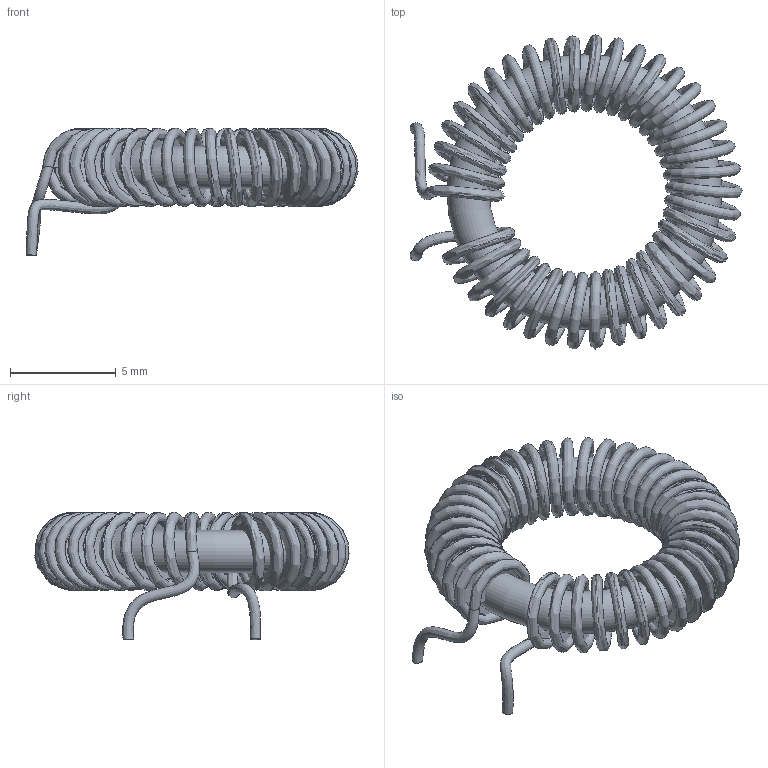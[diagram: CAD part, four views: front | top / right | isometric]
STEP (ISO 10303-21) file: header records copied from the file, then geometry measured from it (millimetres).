
FILE_DESCRIPTION(/* description */ (''),/* implementation_level */ '2;1');
FILE_NAME(/* name */ 'bobina.stp',/* time_stamp */ '2021-10-04T07:45:47-03:00',/* author */ ('Mayco'),/* organization */ (''),/* preprocessor_version */ 'ST-DEVELOPER v18.1',/* originating_system */ 'Autodesk Inventor 2021',/* authorisation */ '');
FILE_SCHEMA (('AUTOMOTIVE_DESIGN { 1 0 10303 214 3 1 1 }'));
Length unit declared in the file: millimetre
Products named in the file (1): bobina
Bounding box: 15.68 x 14.83 x 6.04 mm (x, y, z)
Volume: 186.3 mm3; surface area: 1213.6 mm2
Topology: 2 solids, 3 shells, 7 faces, 18 edges, 14 vertices
Faces by surface type: bspline 4, plane 2, torus 1
Entity records: 6869 total; most frequent: CARTESIAN_POINT 6649, ORIENTED_EDGE 32, DIRECTION 32, EDGE_CURVE 18, AXIS2_PLACEMENT_3D 15, VERTEX_POINT 14, CIRCLE 11, FACE_OUTER_BOUND 7
